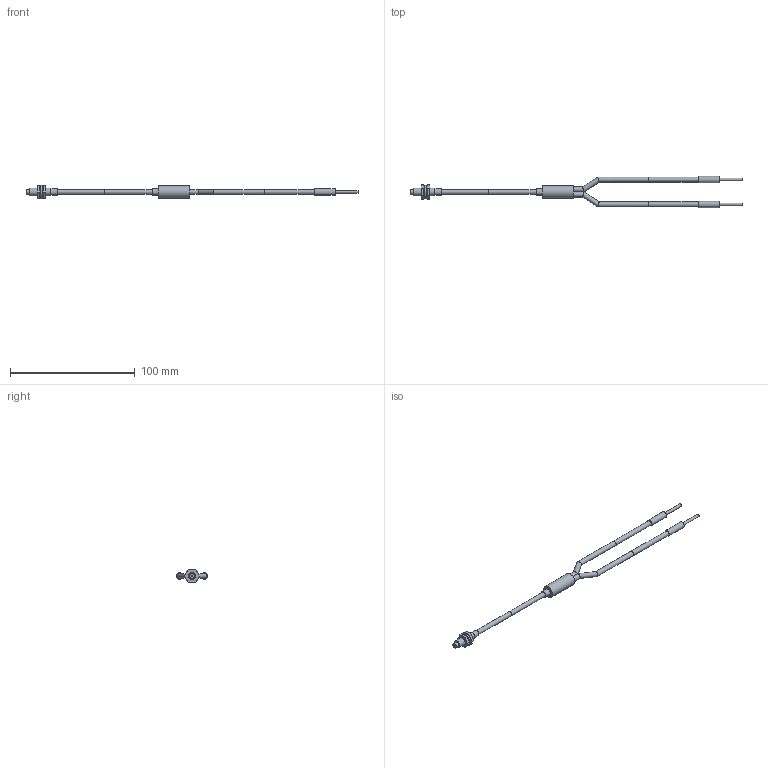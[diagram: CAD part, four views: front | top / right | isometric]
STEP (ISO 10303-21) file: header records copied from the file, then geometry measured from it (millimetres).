
FILE_DESCRIPTION(/* description */ (''),/* implementation_level */ '2;1');
FILE_NAME(/* name */ 'LT20A717.stp',/* time_stamp */ '2016-10-06T13:57:19+02:00',/* author */ ('mitarbeiter'),/* organization */ (''),/* preprocessor_version */ 'ST-DEVELOPER v15.2',/* originating_system */ 'Autodesk Inventor 2014',/* authorisation */ '');
FILE_SCHEMA (('AUTOMOTIVE_DESIGN { 1 0 10303 214 3 1 1 }'));
Length unit declared in the file: millimetre
Products named in the file (1): LT20A717
Bounding box: 266 x 25 x 11 mm (x, y, z)
Volume: 7208.3 mm3; surface area: 6485.6 mm2
Topology: 7 solids, 7 shells, 62 faces, 108 edges, 72 vertices
Faces by surface type: plane 38, cylinder 24
Full cylindrical faces by diameter (mm): 1.3 x1, 2.2 x2, 3.8 x2, 4 x9, 5 x4, 6 x4, 10 x1, 11 x1
Entity records: 1405 total; most frequent: DIRECTION 258, CARTESIAN_POINT 219, ORIENTED_EDGE 168, AXIS2_PLACEMENT_3D 111, EDGE_LOOP 104, EDGE_CURVE 84, VERTEX_POINT 72, FACE_OUTER_BOUND 62
